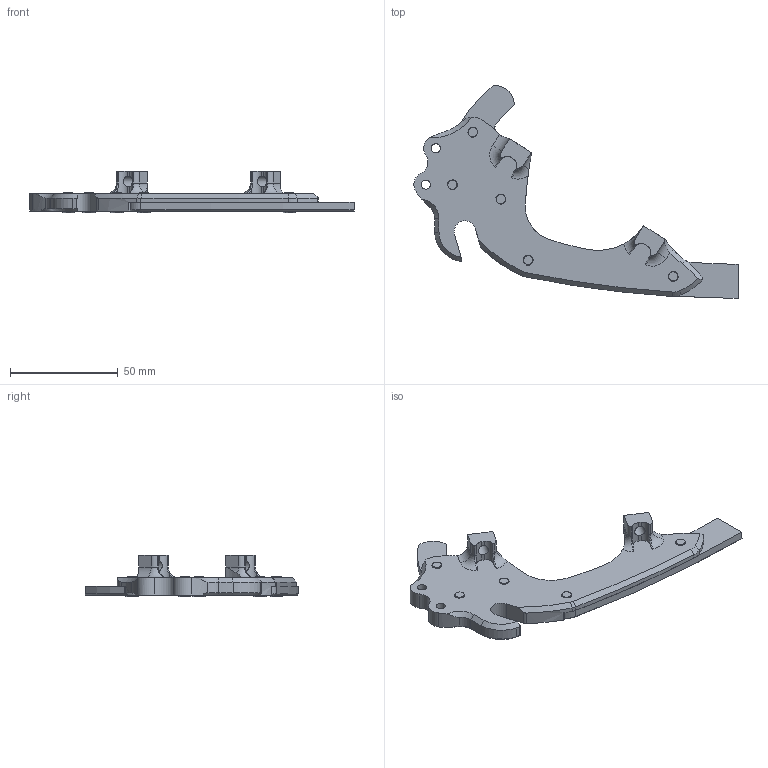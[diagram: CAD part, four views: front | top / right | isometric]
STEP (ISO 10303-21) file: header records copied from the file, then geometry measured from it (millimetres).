
FILE_DESCRIPTION((''),'2;1');
FILE_NAME('PA430.STP','2014-04-16T12:02:56',(''),(''),'STEP Write','Mastercam X7 ... CNC Software, Inc.','');
FILE_SCHEMA(('AUTOMOTIVE_DESIGN'));
Length unit declared in the file: inch
Products named in the file (1): None
Bounding box: 150.5 x 98.9 x 19.36 mm (x, y, z)
Volume: 36761.9 mm3; surface area: 21732.4 mm2
Topology: 8 solids, 9 shells, 437 faces, 1174 edges, 752 vertices
Faces by surface type: cylinder 233, cone 132, plane 45, bspline 13, torus 9, sphere 5
Full cylindrical faces by diameter (mm): 3.3 x5, 4.2 x2, 4.342 x30, 5 x32, 5.3 x5
Entity records: 14669 total; most frequent: CARTESIAN_POINT 5361, DIRECTION 1893, ORIENTED_EDGE 1776, EDGE_CURVE 887, AXIS2_PLACEMENT_3D 830, VERTEX_POINT 634, EDGE_LOOP 625, ADVANCED_FACE 432
